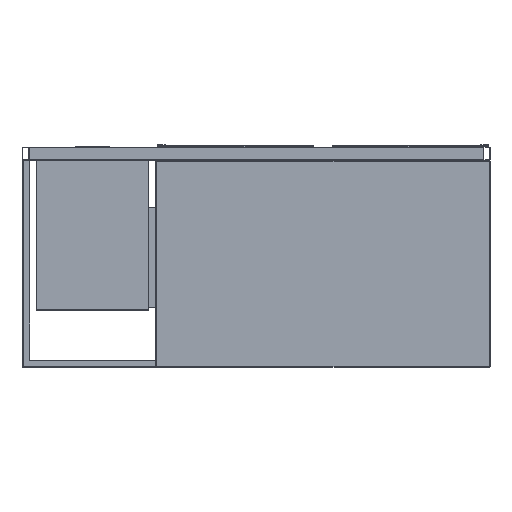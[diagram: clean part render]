
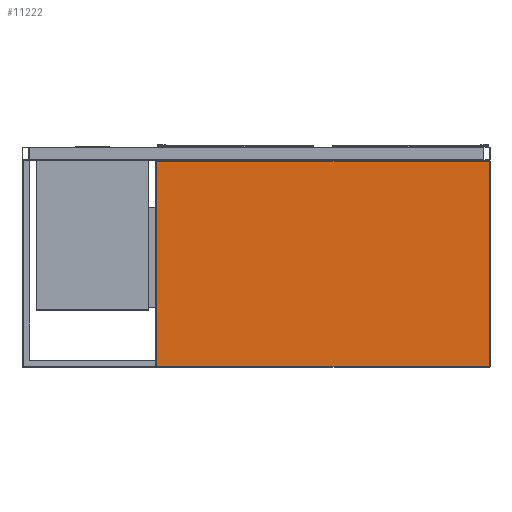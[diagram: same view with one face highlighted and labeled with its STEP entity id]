
A CAD part, front view. The second image highlights one B-rep face of the part: STEP entity #11222.
In plain terms, the highlighted planar face has unit normal (0, -1, 0).
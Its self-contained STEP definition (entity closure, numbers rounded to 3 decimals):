
#813 = VECTOR ( 'NONE', #27679, 1000. ) ;
#2206 = CARTESIAN_POINT ( 'NONE',  ( -498., -350., -660. ) ) ;
#3079 = ORIENTED_EDGE ( 'NONE', *, *, #8684, .T. ) ;
#4044 = LINE ( 'NONE', #2206, #5356 ) ;
#4152 = EDGE_LOOP ( 'NONE', ( #21309, #10747, #8199, #3079 ) ) ;
#4223 = VERTEX_POINT ( 'NONE', #26033 ) ;
#5356 = VECTOR ( 'NONE', #15942, 1000. ) ;
#6241 = DIRECTION ( 'NONE',  ( 0., 0., -1. ) ) ;
#7303 = LINE ( 'NONE', #30244, #813 ) ;
#7842 = VERTEX_POINT ( 'NONE', #27388 ) ;
#8199 = ORIENTED_EDGE ( 'NONE', *, *, #26136, .T. ) ;
#8684 = EDGE_CURVE ( 'NONE', #7842, #4223, #34958, .T. ) ;
#8983 = FACE_OUTER_BOUND ( 'NONE', #4152, .T. ) ;
#9116 = CARTESIAN_POINT ( 'NONE',  ( -498., -350., -42. ) ) ;
#9903 = VECTOR ( 'NONE', #20839, 1000. ) ;
#10747 = ORIENTED_EDGE ( 'NONE', *, *, #17233, .T. ) ;
#11222 = ADVANCED_FACE ( 'Fl�che8', ( #8983 ), #17983, .T. ) ;
#11897 = VERTEX_POINT ( 'NONE', #13504 ) ;
#13504 = CARTESIAN_POINT ( 'NONE',  ( -498., -350., -658. ) ) ;
#14783 = AXIS2_PLACEMENT_3D ( 'NONE', #23332, #26261, #6241 ) ;
#14892 = VECTOR ( 'NONE', #19377, 1000. ) ;
#15942 = DIRECTION ( 'NONE',  ( 0., 0., -1. ) ) ;
#16619 = CARTESIAN_POINT ( 'NONE',  ( -500., -350., -658. ) ) ;
#17233 = EDGE_CURVE ( 'NONE', #34209, #11897, #4044, .T. ) ;
#17983 = PLANE ( 'NONE',  #14783 ) ;
#19377 = DIRECTION ( 'NONE',  ( 1., 0., 0. ) ) ;
#20839 = DIRECTION ( 'NONE',  ( 0., 0., 1. ) ) ;
#21020 = CARTESIAN_POINT ( 'NONE',  ( 498., -350., -660. ) ) ;
#21309 = ORIENTED_EDGE ( 'NONE', *, *, #31702, .T. ) ;
#23332 = CARTESIAN_POINT ( 'NONE',  ( -500., -350., -660. ) ) ;
#24529 = LINE ( 'NONE', #16619, #14892 ) ;
#26033 = CARTESIAN_POINT ( 'NONE',  ( 498., -350., -42. ) ) ;
#26136 = EDGE_CURVE ( 'NONE', #11897, #7842, #24529, .T. ) ;
#26261 = DIRECTION ( 'NONE',  ( 0., -1., 0. ) ) ;
#27388 = CARTESIAN_POINT ( 'NONE',  ( 498., -350., -658. ) ) ;
#27679 = DIRECTION ( 'NONE',  ( -1., 0., 0. ) ) ;
#30244 = CARTESIAN_POINT ( 'NONE',  ( -500., -350., -42. ) ) ;
#31702 = EDGE_CURVE ( 'NONE', #4223, #34209, #7303, .T. ) ;
#34209 = VERTEX_POINT ( 'NONE', #9116 ) ;
#34958 = LINE ( 'NONE', #21020, #9903 ) ;
